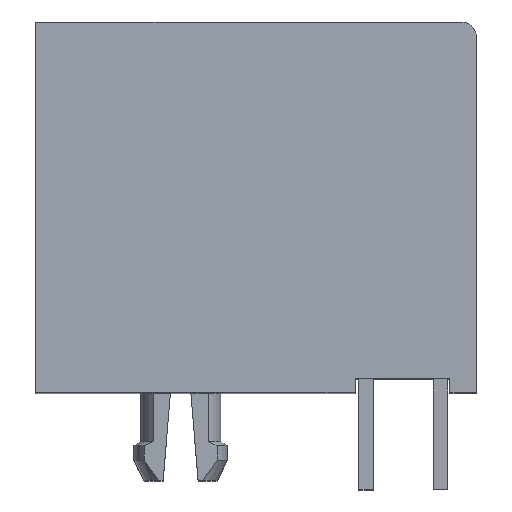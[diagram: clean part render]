
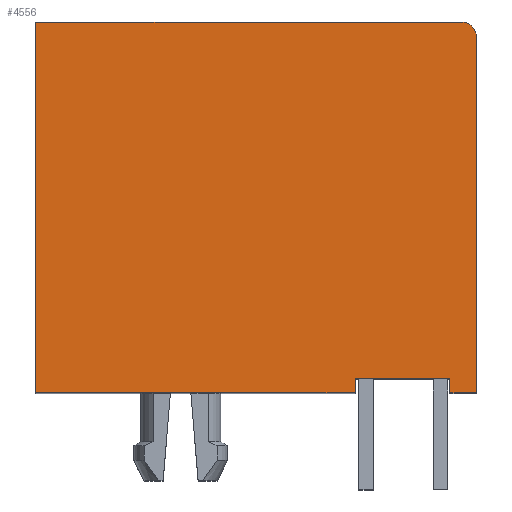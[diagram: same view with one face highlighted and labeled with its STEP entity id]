
A CAD part, top view. The second image highlights one B-rep face of the part: STEP entity #4556.
In plain terms, the highlighted planar face has unit normal (0, 0, 1).
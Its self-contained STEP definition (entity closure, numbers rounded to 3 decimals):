
#46=DIRECTION('',(-1.,0.,0.));
#47=VECTOR('',#46,14.58);
#48=CARTESIAN_POINT('',(9.62,4.85,7.62));
#49=LINE('',#48,#47);
#942=CARTESIAN_POINT('',(9.62,4.35,7.62));
#943=DIRECTION('',(0.,0.,1.));
#944=DIRECTION('',(1.,0.,0.));
#945=AXIS2_PLACEMENT_3D('',#942,#943,#944);
#947=DIRECTION('',(0.,1.,0.));
#948=VECTOR('',#947,12.2);
#949=CARTESIAN_POINT('',(10.12,-7.85,7.62));
#950=LINE('',#949,#948);
#951=DIRECTION('',(1.,0.,0.));
#952=VECTOR('',#951,0.9);
#953=CARTESIAN_POINT('',(9.22,-7.85,7.62));
#954=LINE('',#953,#952);
#955=DIRECTION('',(0.,-1.,0.));
#956=VECTOR('',#955,0.5);
#957=CARTESIAN_POINT('',(9.22,-7.35,7.62));
#958=LINE('',#957,#956);
#959=DIRECTION('',(1.,0.,0.));
#960=VECTOR('',#959,3.25);
#961=CARTESIAN_POINT('',(5.97,-7.35,7.62));
#962=LINE('',#961,#960);
#963=DIRECTION('',(0.,1.,0.));
#964=VECTOR('',#963,0.5);
#965=CARTESIAN_POINT('',(5.97,-7.85,7.62));
#966=LINE('',#965,#964);
#967=DIRECTION('',(1.,0.,0.));
#968=VECTOR('',#967,10.93);
#969=CARTESIAN_POINT('',(-4.96,-7.85,7.62));
#970=LINE('',#969,#968);
#971=DIRECTION('',(0.,-1.,0.));
#972=VECTOR('',#971,12.7);
#973=CARTESIAN_POINT('',(-4.96,4.85,7.62));
#974=LINE('',#973,#972);
#2437=CARTESIAN_POINT('',(10.12,-7.85,7.62));
#2438=CARTESIAN_POINT('',(10.12,4.35,7.62));
#2439=VERTEX_POINT('',#2437);
#2440=VERTEX_POINT('',#2438);
#2441=CARTESIAN_POINT('',(-4.96,-7.85,7.62));
#2442=CARTESIAN_POINT('',(5.97,-7.85,7.62));
#2443=VERTEX_POINT('',#2441);
#2444=VERTEX_POINT('',#2442);
#2445=CARTESIAN_POINT('',(5.97,-7.35,7.62));
#2446=VERTEX_POINT('',#2445);
#2447=CARTESIAN_POINT('',(9.22,-7.35,7.62));
#2448=VERTEX_POINT('',#2447);
#2449=CARTESIAN_POINT('',(9.22,-7.85,7.62));
#2450=VERTEX_POINT('',#2449);
#2469=CARTESIAN_POINT('',(9.62,4.85,7.62));
#2470=VERTEX_POINT('',#2469);
#2913=CARTESIAN_POINT('',(-4.96,4.85,7.62));
#2914=VERTEX_POINT('',#2913);
#4533=CARTESIAN_POINT('',(0.,0.,7.62));
#4534=DIRECTION('',(0.,0.,1.));
#4535=DIRECTION('',(1.,0.,0.));
#4536=AXIS2_PLACEMENT_3D('',#4533,#4534,#4535);
#4537=PLANE('',#4536);
#4538=ORIENTED_EDGE('',*,*,#3207,.F.);
#4540=ORIENTED_EDGE('',*,*,#4539,.F.);
#4542=ORIENTED_EDGE('',*,*,#4541,.F.);
#4544=ORIENTED_EDGE('',*,*,#4543,.F.);
#4546=ORIENTED_EDGE('',*,*,#4545,.F.);
#4548=ORIENTED_EDGE('',*,*,#4547,.F.);
#4550=ORIENTED_EDGE('',*,*,#4549,.F.);
#4552=ORIENTED_EDGE('',*,*,#4551,.F.);
#4553=ORIENTED_EDGE('',*,*,#3272,.F.);
#4554=EDGE_LOOP('',(#4538,#4540,#4542,#4544,#4546,#4548,#4550,#4552,#4553));
#4555=FACE_OUTER_BOUND('',#4554,.F.);
#4556=ADVANCED_FACE('',(#4555),#4537,.T.);
#946=CIRCLE('',#945,0.5);
#3207=EDGE_CURVE('',#2470,#2914,#49,.T.);
#3272=EDGE_CURVE('',#2914,#2443,#974,.T.);
#4539=EDGE_CURVE('',#2440,#2470,#946,.T.);
#4541=EDGE_CURVE('',#2439,#2440,#950,.T.);
#4543=EDGE_CURVE('',#2450,#2439,#954,.T.);
#4545=EDGE_CURVE('',#2448,#2450,#958,.T.);
#4547=EDGE_CURVE('',#2446,#2448,#962,.T.);
#4549=EDGE_CURVE('',#2444,#2446,#966,.T.);
#4551=EDGE_CURVE('',#2443,#2444,#970,.T.);
